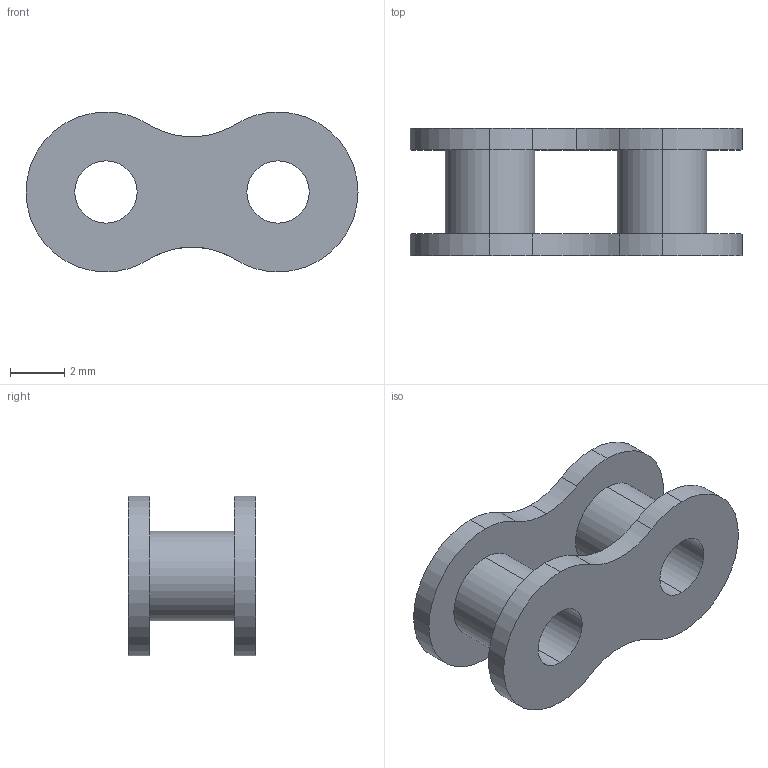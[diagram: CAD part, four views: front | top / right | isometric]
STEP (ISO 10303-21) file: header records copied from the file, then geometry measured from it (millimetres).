
FILE_DESCRIPTION (( 'STEP AP214' ), '1' );
FILE_NAME ('25-1X480-1.STEP', '2025-09-11T13:13:12', ( '' ), ( '' ), 'SwSTEP 2.0', 'SolidWorks 2025', '' );
FILE_SCHEMA (( 'AUTOMOTIVE_DESIGN' ));
Length unit declared in the file: millimetre
Products named in the file (1): 25-1X480-1
Bounding box: 12.25 x 4.7 x 5.9 mm (x, y, z)
Volume: 108.3 mm3; surface area: 368.3 mm2
Topology: 1 solids, 1 shells, 30 faces, 78 edges, 52 vertices
Faces by surface type: cylinder 26, plane 4
Entity records: 1319 total; most frequent: DIRECTION 192, CARTESIAN_POINT 161, ORIENTED_EDGE 156, AXIS2_PLACEMENT_3D 83, EDGE_CURVE 78, CIRCLE 52, VERTEX_POINT 52, EDGE_LOOP 38
